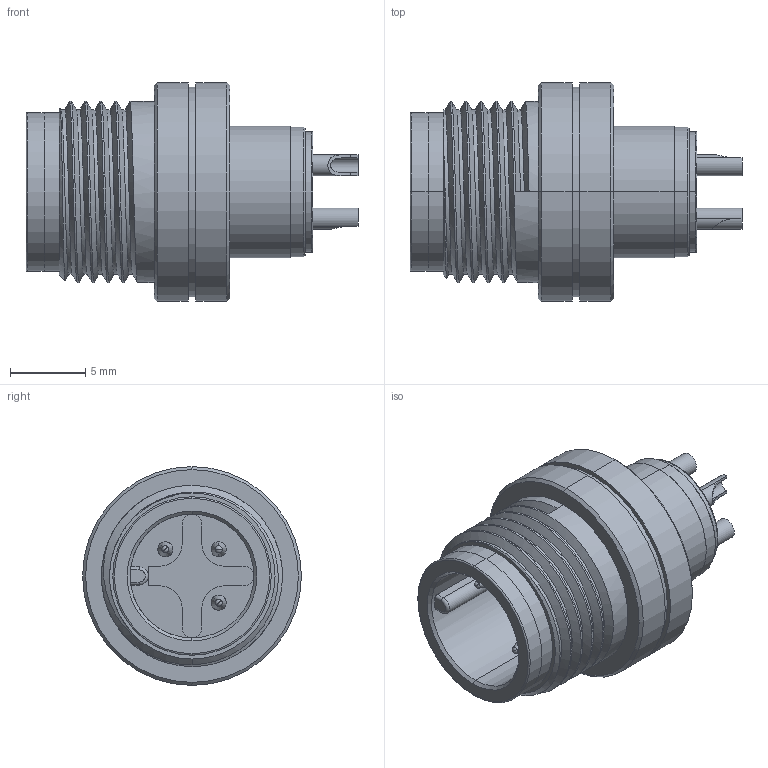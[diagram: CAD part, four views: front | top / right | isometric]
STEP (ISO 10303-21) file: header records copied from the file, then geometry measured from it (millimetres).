
FILE_DESCRIPTION (( 'STEP AP203' ), '1' );
FILE_NAME ('50-00986_revA.STEP', '2020-10-16T20:30:58', ( '' ), ( '' ), 'SwSTEP 2.0', 'SolidWorks 2015', '' );
FILE_SCHEMA (( 'CONFIG_CONTROL_DESIGN' ));
Length unit declared in the file: millimetre
Products named in the file (5): 50-00986_revA; 50-00986-02_For STEP file; 50-00986-01___; 50-00986-04___; 50-00986-03___
Assembly tree (6 placements, depth 2):
  50-00986_revA
    50-00986-01___
    50-00986-02_For STEP file
    50-00986-03___  x3
    50-00986-04___
Bounding box: 22 x 14.5 x 14.5 mm (x, y, z)
Volume: 1444.4 mm3; surface area: 2887.7 mm2
Topology: 6 solids, 6 shells, 221 faces, 491 edges, 301 vertices
Faces by surface type: cylinder 101, plane 57, cone 31, torus 23, sphere 6, bspline 3
Entity records: 5896 total; most frequent: CARTESIAN_POINT 1819, DIRECTION 800, ORIENTED_EDGE 690, EDGE_CURVE 345, AXIS2_PLACEMENT_3D 332, VERTEX_POINT 217, EDGE_LOOP 180, CIRCLE 173
